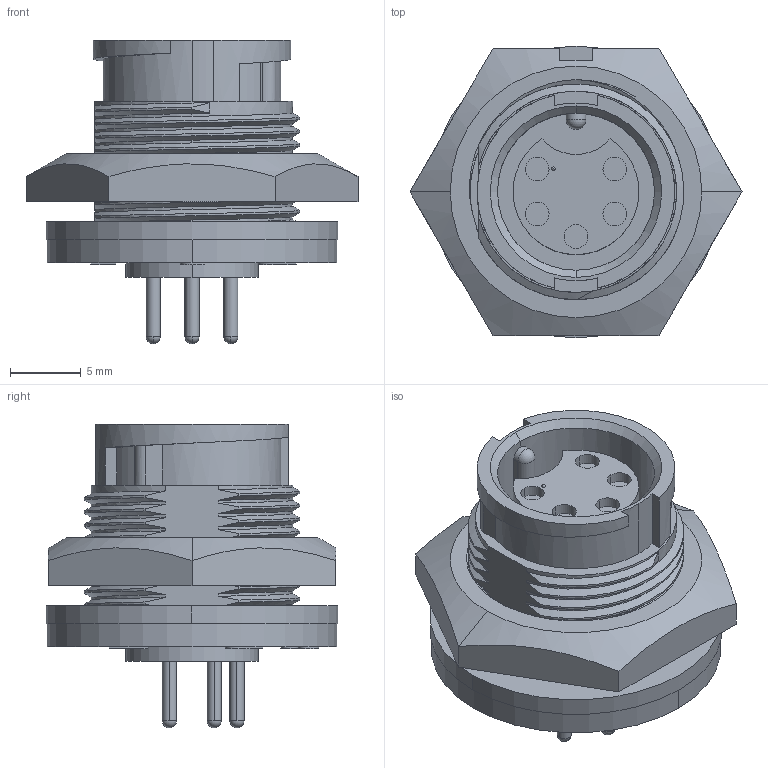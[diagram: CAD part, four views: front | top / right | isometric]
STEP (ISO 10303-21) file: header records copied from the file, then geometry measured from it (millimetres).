
FILE_DESCRIPTION (( 'STEP AP203' ), '1' );
FILE_NAME ('7281-5SG-300.STEP', '2012-07-26T18:41:02', ( '21FPBF1' ), ( 'Conxall' ), 'SwSTEP 2.0', 'SolidWorks 2011', '' );
FILE_SCHEMA (( 'CONFIG_CONTROL_DESIGN' ));
Length unit declared in the file: inch
Products named in the file (1): 7281-5SG-300
Bounding box: 23.46 x 20.62 x 21.46 mm (x, y, z)
Volume: 3156 mm3; surface area: 3076 mm2
Topology: 2 solids, 2 shells, 260 faces, 715 edges, 470 vertices
Faces by surface type: plane 90, cylinder 89, bspline 65, torus 10, cone 4, sphere 2
Entity records: 15923 total; most frequent: CARTESIAN_POINT 9995, ORIENTED_EDGE 1400, DIRECTION 959, EDGE_CURVE 700, VERTEX_POINT 467, LINE 339, VECTOR 339, AXIS2_PLACEMENT_3D 310
